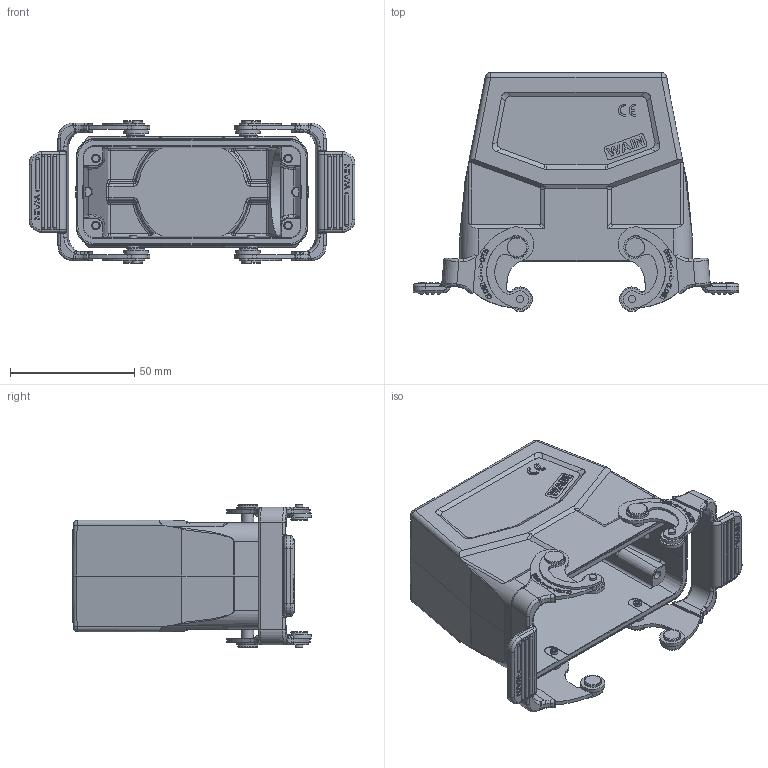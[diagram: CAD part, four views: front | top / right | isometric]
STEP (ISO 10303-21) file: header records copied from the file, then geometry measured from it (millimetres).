
FILE_DESCRIPTION(/* description */ (''),/* implementation_level */ '2;1');
FILE_NAME(/* name */ '29.stp',/* time_stamp */ '2023-12-07T11:22:46+08:00',/* author */ (''),/* organization */ (''),/* preprocessor_version */ 'ST-DEVELOPER v18.1',/* originating_system */ 'SIEMENS PLM Software NX 1980',/* authorisation */ '');
FILE_SCHEMA (('AP203_CONFIGURATION_CONTROLLED_3D_DESIGN_OF_MECHANICAL_PARTS_AND_ASSEMBLIES_MIM_LF { 1 0 10303 403 2 1 2}'));
Products named in the file (1): 3D_1241165415001_WV16B-SEH-2L_SC-M32_V1.0_stp
Bounding box: 131.3 x 96.21 x 57.5 mm (x, y, z)
Volume: 90535.8 mm3; surface area: 54873.2 mm2
Topology: 1 solids, 1 shells, 1573 faces, 3967 edges, 2535 vertices
Faces by surface type: plane 805, cylinder 418, torus 88, bspline 86, extrusion 78, sphere 56, cone 40, revolution 2
Full cylindrical faces by diameter (mm): 1.9 x4, 2.95 x10, 3 x4, 3.5 x4, 4.8 x4, 4.907 x4, 5 x8, 7 x4, 8 x4, 9.8 x4, 35.5 x1
Entity records: 58413 total; most frequent: CARTESIAN_POINT 14617, ORIENTED_EDGE 7634, DIRECTION 7269, EDGE_CURVE 3817, VERTEX_POINT 2487, AXIS2_PLACEMENT_3D 2460, VECTOR 2347, LINE 2269
